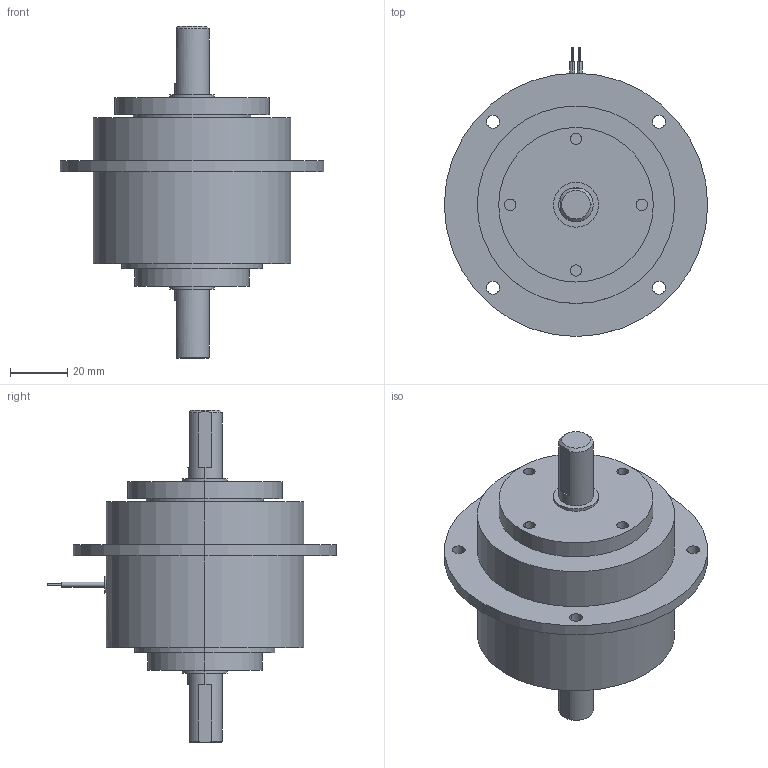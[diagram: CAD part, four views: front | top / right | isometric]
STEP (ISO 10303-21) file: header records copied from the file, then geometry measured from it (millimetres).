
FILE_DESCRIPTION (( 'STEP AP203' ), '1' );
FILE_NAME ('OPC 20N_25276100.STEP', '2020-02-21T00:50:24', ( '' ), ( '' ), 'SwSTEP 2.0', 'SolidWorks 2018', '' );
FILE_SCHEMA (( 'CONFIG_CONTROL_DESIGN' ));
Length unit declared in the file: millimetre
Products named in the file (1): OPC 20N_25276100
Bounding box: 92 x 101 x 116 mm (x, y, z)
Volume: 233753.7 mm3; surface area: 31144.4 mm2
Topology: 1 solids, 1 shells, 78 faces, 181 edges, 120 vertices
Faces by surface type: cylinder 48, plane 25, cone 5
Entity records: 2466 total; most frequent: CARTESIAN_POINT 479, DIRECTION 437, ORIENTED_EDGE 362, AXIS2_PLACEMENT_3D 186, EDGE_CURVE 181, VERTEX_POINT 120, EDGE_LOOP 109, CIRCLE 107
